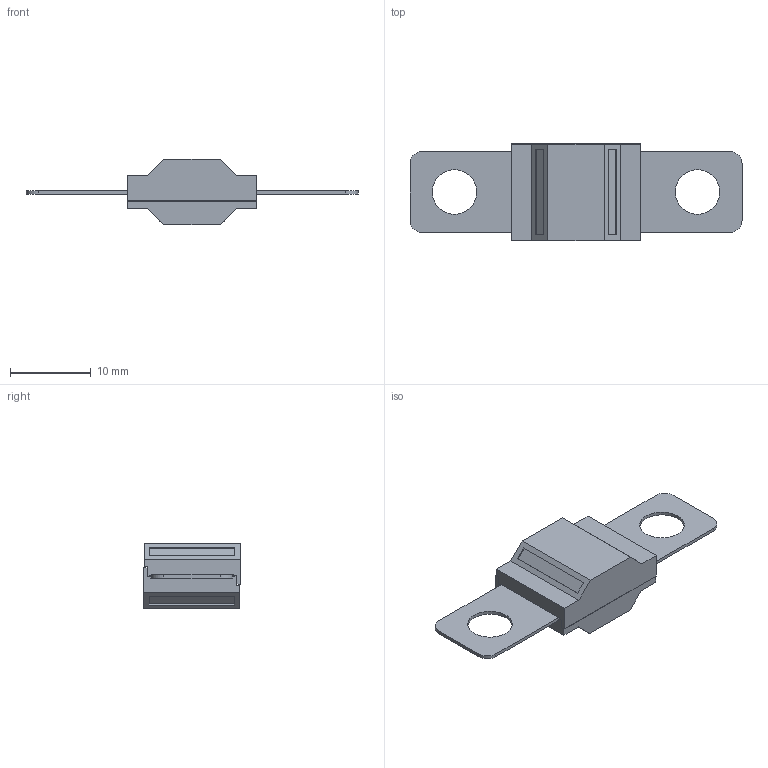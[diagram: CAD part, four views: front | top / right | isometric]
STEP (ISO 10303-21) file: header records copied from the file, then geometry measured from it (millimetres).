
FILE_DESCRIPTION(/* description */ (''),/* implementation_level */ '2;1');
FILE_NAME(/* name */ 'MIDI',/* time_stamp */ '2008-07-30T09:51:50-05:00',/* author */ (''),/* organization */ (''),/* preprocessor_version */ 'ST-DEVELOPER v9',/* originating_system */ 'UGS - NX 4.0',/* authorisation */ '');
FILE_SCHEMA (('AUTOMOTIVE_DESIGN { 1 0 10303 214 1 1 1 1 }'));
Length unit declared in the file: millimetre
Products named in the file (1): gbol9948tqe2
Bounding box: 41 x 12 x 8.11 mm (x, y, z)
Volume: 1265 mm3; surface area: 1486.4 mm2
Topology: 1 solids, 9 shells, 218 faces, 560 edges, 368 vertices
Faces by surface type: plane 188, cylinder 26, cone 4
Full cylindrical faces by diameter (mm): 1.5 x4, 1.6 x4, 1.65 x4, 2.1 x4, 5.5 x2
Entity records: 6947 total; most frequent: CARTESIAN_POINT 1109, ORIENTED_EDGE 1060, DIRECTION 1020, EDGE_CURVE 530, LINE 478, VECTOR 478, VERTEX_POINT 360, AXIS2_PLACEMENT_3D 271
